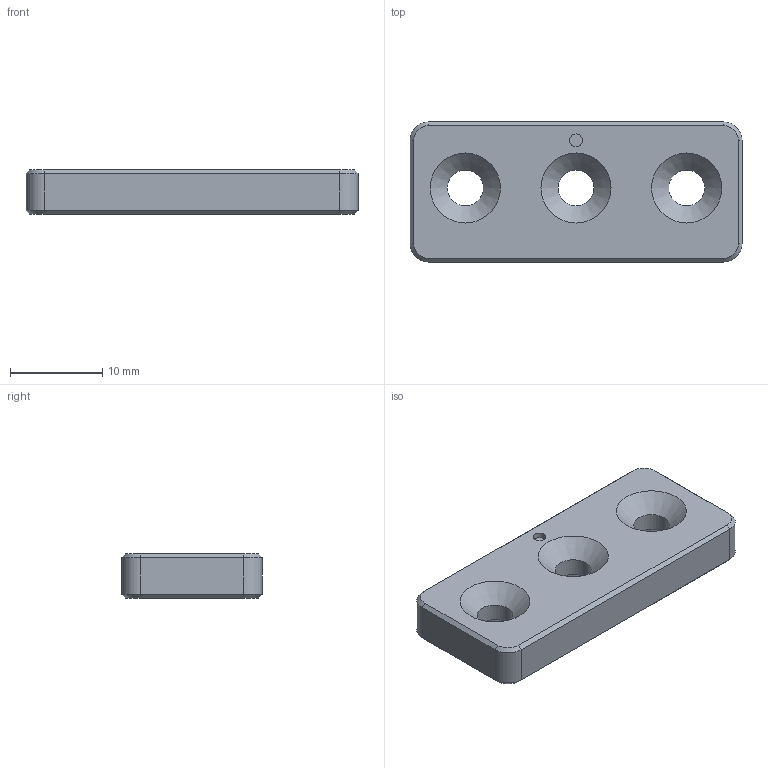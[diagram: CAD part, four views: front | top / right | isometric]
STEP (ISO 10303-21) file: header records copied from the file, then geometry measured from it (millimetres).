
FILE_DESCRIPTION(/* description */ (''),/* implementation_level */ '2;1');
FILE_NAME(/* name */ 'plate-rear.step',/* time_stamp */ '2025-09-26T14:24:42-04:00',/* author */ (''),/* organization */ (''),/* preprocessor_version */ 'ST-DEVELOPER v20.1',/* originating_system */ 'Autodesk Translation Framework v14.17.0.0',/* authorisation */ '');
FILE_SCHEMA (('AUTOMOTIVE_DESIGN { 1 0 10303 214 3 1 1 }'));
Length unit declared in the file: millimetre
Products named in the file (1): plate-rear
Bounding box: 36 x 15.19 x 4.8 mm (x, y, z)
Volume: 2314.7 mm3; surface area: 1577.9 mm2
Topology: 1 solids, 1 shells, 37 faces, 80 edges, 46 vertices
Faces by surface type: plane 15, cone 14, cylinder 8
Full cylindrical faces by diameter (mm): 1.4 x1, 3.9 x3
Entity records: 1033 total; most frequent: DIRECTION 186, CARTESIAN_POINT 164, ORIENTED_EDGE 160, EDGE_CURVE 80, AXIS2_PLACEMENT_3D 68, LINE 50, VECTOR 50, VERTEX_POINT 46
